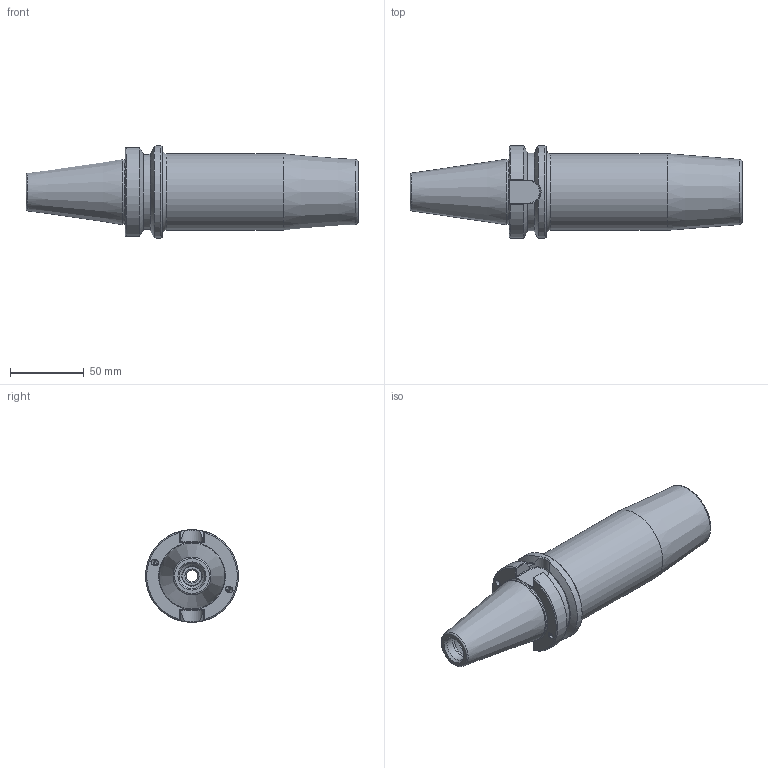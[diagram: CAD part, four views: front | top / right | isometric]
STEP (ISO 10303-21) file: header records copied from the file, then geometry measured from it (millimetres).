
FILE_DESCRIPTION((''),'2;1');
FILE_NAME('INT''BT40-M32SF160-9.iam.step','2010-04-22T14:25:26',(''),(''),'Autodesk Inventor 2009','Autodesk Inventor 2009','');
FILE_SCHEMA(('AUTOMOTIVE_DESIGN { 1 0 10303 214 1 1 1 1 }'));
Length unit declared in the file: millimetre
Products named in the file (4): BT40-M32SF160-9; BT40BC-M32SF160-9-1; 029-965; BS-SFM161-20
Assembly tree (4 placements, depth 2):
  BT40-M32SF160-9
    BT40BC-M32SF160-9-1
    029-965  x2
    BS-SFM161-20
Bounding box: 225.41 x 62.99 x 62.99 mm (x, y, z)
Volume: 326747.7 mm3; surface area: 54609 mm2
Topology: 4 solids, 4 shells, 131 faces, 305 edges, 193 vertices
Faces by surface type: plane 57, cylinder 33, cone 25, bspline 14, torus 2
Full cylindrical faces by diameter (mm): 3.3 x2, 4 x4, 4.1 x2, 4.2 x2, 17.623 x1, 31.947 x1, 32.709 x1, 43.942 x1, 44.45 x1, 52 x1, 62.992 x1
Entity records: 3793 total; most frequent: CARTESIAN_POINT 1202, DIRECTION 486, ORIENTED_EDGE 456, EDGE_CURVE 228, AXIS2_PLACEMENT_3D 198, EDGE_LOOP 168, VERTEX_POINT 164, FACE_OUTER_BOUND 115
